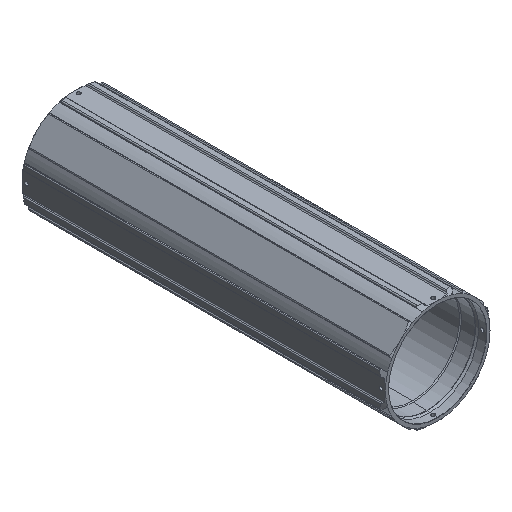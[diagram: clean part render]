
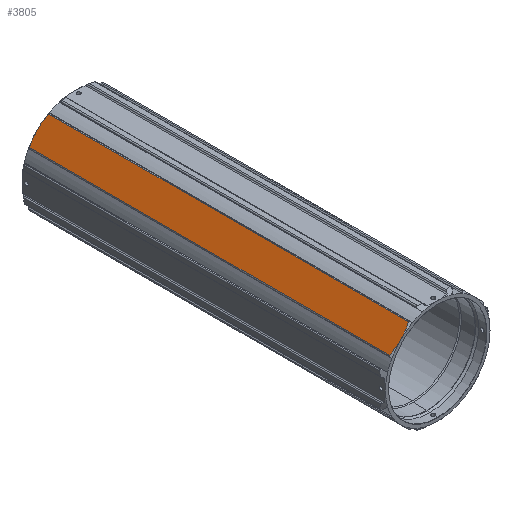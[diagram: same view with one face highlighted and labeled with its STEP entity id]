
A CAD part, isometric view. The second image highlights one B-rep face of the part: STEP entity #3805.
In plain terms, the highlighted planar face has unit normal (-0.707, 0, 0.707).
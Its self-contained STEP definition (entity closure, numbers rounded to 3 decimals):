
#70 = VECTOR ( 'NONE', #623, 1000. ) ;
#226 = CARTESIAN_POINT ( 'NONE',  ( -40.659, 0., 40.659 ) ) ;
#393 = EDGE_LOOP ( 'NONE', ( #1774, #5447, #3243, #3766, #2782, #899 ) ) ;
#434 = CARTESIAN_POINT ( 'NONE',  ( -31.79, 1.304, 49.528 ) ) ;
#553 = CARTESIAN_POINT ( 'NONE',  ( -31.797, 398.699, 49.52 ) ) ;
#623 = DIRECTION ( 'NONE',  ( 0., -1., 0. ) ) ;
#684 = AXIS2_PLACEMENT_3D ( 'NONE', #2048, #5622, #2407 ) ;
#739 = CARTESIAN_POINT ( 'NONE',  ( -44.23, 399.832, 37.087 ) ) ;
#801 = CARTESIAN_POINT ( 'NONE',  ( -51.265, 398.076, 30.052 ) ) ;
#899 = ORIENTED_EDGE ( 'NONE', *, *, #4232, .T. ) ;
#924 = CARTESIAN_POINT ( 'NONE',  ( -40.659, 400., 40.659 ) ) ;
#1148 = VERTEX_POINT ( 'NONE', #1581 ) ;
#1374 = CARTESIAN_POINT ( 'NONE',  ( -30.052, 398.076, 51.265 ) ) ;
#1517 = EDGE_CURVE ( 'NONE', #1148, #1787, #4975, .T. ) ;
#1537 = CARTESIAN_POINT ( 'NONE',  ( -38.867, 400., 42.451 ) ) ;
#1576 = CARTESIAN_POINT ( 'NONE',  ( -40.659, 0., 40.659 ) ) ;
#1581 = CARTESIAN_POINT ( 'NONE',  ( -51.265, 1.924, 30.052 ) ) ;
#1666 = CARTESIAN_POINT ( 'NONE',  ( -40.659, 400., 40.659 ) ) ;
#1774 = ORIENTED_EDGE ( 'NONE', *, *, #5175, .T. ) ;
#1787 = VERTEX_POINT ( 'NONE', #226 ) ;
#1836 = DIRECTION ( 'NONE',  ( 0., 1., 0. ) ) ;
#1849 = B_SPLINE_CURVE_WITH_KNOTS ( 'NONE', 3,
 ( #4531, #4912, #3303, #2692, #4500, #2273, #434, #3545 ),
 .UNSPECIFIED., .F., .F.,
 ( 4, 2, 2, 4 ),
 ( 0.015, 0.019, 0.023, 0.03 ),
 .UNSPECIFIED. ) ;
#1893 = LINE ( 'NONE', #4054, #5852 ) ;
#1922 = CARTESIAN_POINT ( 'NONE',  ( -37.087, 399.832, 44.23 ) ) ;
#1943 = CARTESIAN_POINT ( 'NONE',  ( -51.265, 398.076, 30.052 ) ) ;
#2048 = CARTESIAN_POINT ( 'NONE',  ( -40.659, -17.173, 40.659 ) ) ;
#2273 = CARTESIAN_POINT ( 'NONE',  ( -33.542, 0.821, 47.775 ) ) ;
#2403 = CARTESIAN_POINT ( 'NONE',  ( -44.23, 0.168, 37.087 ) ) ;
#2407 = DIRECTION ( 'NONE',  ( 0.707, 0., 0.707 ) ) ;
#2463 = PLANE ( 'NONE',  #684 ) ;
#2575 = CARTESIAN_POINT ( 'NONE',  ( -42.451, 400., 38.867 ) ) ;
#2606 = VERTEX_POINT ( 'NONE', #1374 ) ;
#2692 = CARTESIAN_POINT ( 'NONE',  ( -37.084, 0.208, 44.233 ) ) ;
#2782 = ORIENTED_EDGE ( 'NONE', *, *, #4444, .T. ) ;
#2819 = CARTESIAN_POINT ( 'NONE',  ( -51.265, 1.924, 30.052 ) ) ;
#3243 = ORIENTED_EDGE ( 'NONE', *, *, #5693, .T. ) ;
#3303 = CARTESIAN_POINT ( 'NONE',  ( -38.87, 0.042, 42.448 ) ) ;
#3488 = CARTESIAN_POINT ( 'NONE',  ( -47.765, 399.181, 33.552 ) ) ;
#3545 = CARTESIAN_POINT ( 'NONE',  ( -30.052, 1.924, 51.265 ) ) ;
#3766 = ORIENTED_EDGE ( 'NONE', *, *, #4335, .T. ) ;
#3785 = B_SPLINE_CURVE_WITH_KNOTS ( 'NONE', 3,
 ( #1666, #2575, #739, #3488, #4861, #801 ),
 .UNSPECIFIED., .F., .F.,
 ( 4, 2, 4 ),
 ( 0.673, 0.681, 0.689 ),
 .UNSPECIFIED. ) ;
#3805 = ADVANCED_FACE ( 'NONE', ( #4243 ), #2463, .T. ) ;
#3817 = CARTESIAN_POINT ( 'NONE',  ( -30.052, 398.076, 51.265 ) ) ;
#3857 = CARTESIAN_POINT ( 'NONE',  ( -42.451, 0., 38.867 ) ) ;
#3863 = B_SPLINE_CURVE_WITH_KNOTS ( 'NONE', 3,
 ( #3817, #553, #4681, #1922, #1537, #4259 ),
 .UNSPECIFIED., .F., .F.,
 ( 4, 2, 4 ),
 ( 0.671, 0.679, 0.686 ),
 .UNSPECIFIED. ) ;
#4054 = CARTESIAN_POINT ( 'NONE',  ( -30.052, -17.173, 51.265 ) ) ;
#4175 = VERTEX_POINT ( 'NONE', #4780 ) ;
#4232 = EDGE_CURVE ( 'NONE', #4995, #5788, #3785, .T. ) ;
#4243 = FACE_OUTER_BOUND ( 'NONE', #393, .T. ) ;
#4259 = CARTESIAN_POINT ( 'NONE',  ( -40.659, 400., 40.659 ) ) ;
#4335 = EDGE_CURVE ( 'NONE', #4175, #2606, #1893, .T. ) ;
#4444 = EDGE_CURVE ( 'NONE', #2606, #4995, #3863, .T. ) ;
#4500 = CARTESIAN_POINT ( 'NONE',  ( -36.195, 0.332, 45.122 ) ) ;
#4531 = CARTESIAN_POINT ( 'NONE',  ( -40.659, 0., 40.659 ) ) ;
#4681 = CARTESIAN_POINT ( 'NONE',  ( -33.552, 399.181, 47.765 ) ) ;
#4780 = CARTESIAN_POINT ( 'NONE',  ( -30.052, 1.924, 51.265 ) ) ;
#4861 = CARTESIAN_POINT ( 'NONE',  ( -49.52, 398.699, 31.797 ) ) ;
#4912 = CARTESIAN_POINT ( 'NONE',  ( -39.767, 0., 41.55 ) ) ;
#4975 = B_SPLINE_CURVE_WITH_KNOTS ( 'NONE', 3,
 ( #2819, #5131, #5645, #2403, #3857, #1576 ),
 .UNSPECIFIED., .F., .F.,
 ( 4, 2, 4 ),
 ( 0., 0.008, 0.015 ),
 .UNSPECIFIED. ) ;
#4995 = VERTEX_POINT ( 'NONE', #924 ) ;
#5128 = CARTESIAN_POINT ( 'NONE',  ( -51.265, 0., 30.052 ) ) ;
#5131 = CARTESIAN_POINT ( 'NONE',  ( -49.52, 1.301, 31.797 ) ) ;
#5175 = EDGE_CURVE ( 'NONE', #5788, #1148, #5255, .T. ) ;
#5255 = LINE ( 'NONE', #5128, #70 ) ;
#5447 = ORIENTED_EDGE ( 'NONE', *, *, #1517, .T. ) ;
#5622 = DIRECTION ( 'NONE',  ( -0.707, 0., 0.707 ) ) ;
#5645 = CARTESIAN_POINT ( 'NONE',  ( -47.765, 0.819, 33.552 ) ) ;
#5693 = EDGE_CURVE ( 'NONE', #1787, #4175, #1849, .T. ) ;
#5788 = VERTEX_POINT ( 'NONE', #1943 ) ;
#5852 = VECTOR ( 'NONE', #1836, 1000. ) ;
